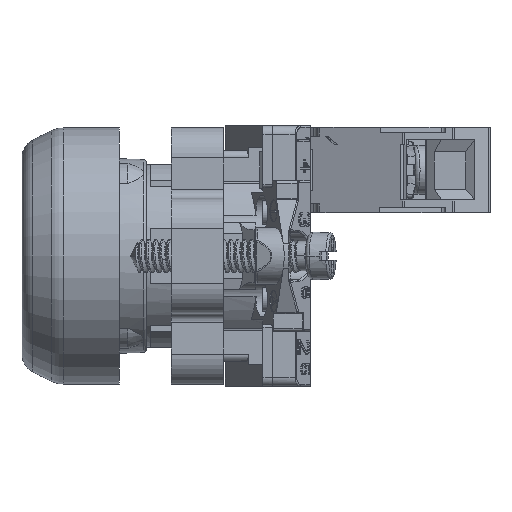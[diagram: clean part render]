
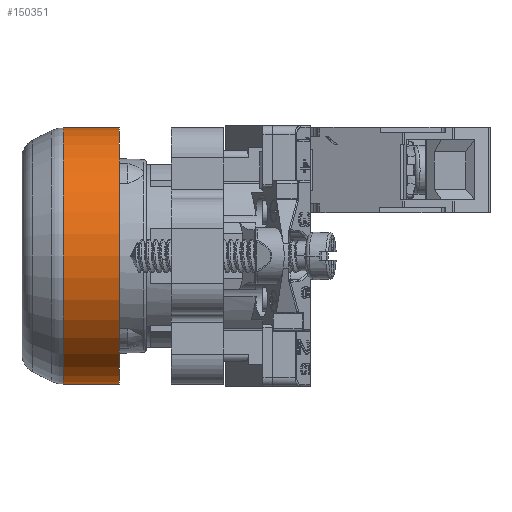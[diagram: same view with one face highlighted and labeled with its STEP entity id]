
A CAD part, left-side view. The second image highlights one B-rep face of the part: STEP entity #150351.
In plain terms, the highlighted cylindrical face has radius 14.75 mm (diameter 29.5 mm), a partial arc.
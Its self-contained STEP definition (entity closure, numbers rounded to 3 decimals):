
#137375=DIRECTION('',(0.,1.,0.));
#137376=VECTOR('',#137375,6.476);
#137377=CARTESIAN_POINT('',(14.75,17.6,0.));
#137378=LINE('',#137377,#137376);
#137384=DIRECTION('',(0.,1.,0.));
#137385=VECTOR('',#137384,6.476);
#137386=CARTESIAN_POINT('',(-14.75,17.6,0.));
#137387=LINE('',#137386,#137385);
#137446=CARTESIAN_POINT('',(0.,24.076,0.));
#137447=DIRECTION('',(0.,1.,0.));
#137448=DIRECTION('',(1.,0.,0.));
#137449=AXIS2_PLACEMENT_3D('',#137446,#137447,#137448);
#137451=CARTESIAN_POINT('',(0.,17.6,0.));
#137452=DIRECTION('',(0.,1.,0.));
#137453=DIRECTION('',(1.,0.,0.));
#137454=AXIS2_PLACEMENT_3D('',#137451,#137452,#137453);
#139840=CARTESIAN_POINT('',(14.75,17.6,0.));
#139841=CARTESIAN_POINT('',(-14.75,17.6,0.));
#139842=VERTEX_POINT('',#139840);
#139843=VERTEX_POINT('',#139841);
#139892=CARTESIAN_POINT('',(14.75,24.076,0.));
#139893=CARTESIAN_POINT('',(-14.75,24.076,0.));
#139894=VERTEX_POINT('',#139892);
#139895=VERTEX_POINT('',#139893);
#150340=CARTESIAN_POINT('',(0.,17.04,0.));
#150341=DIRECTION('',(0.,1.,0.));
#150342=DIRECTION('',(1.,0.,0.));
#150343=AXIS2_PLACEMENT_3D('',#150340,#150341,#150342);
#150344=CYLINDRICAL_SURFACE('',#150343,14.75);
#150345=ORIENTED_EDGE('',*,*,#150327,.T.);
#150346=ORIENTED_EDGE('',*,*,#150184,.F.);
#150347=ORIENTED_EDGE('',*,*,#150109,.F.);
#150348=ORIENTED_EDGE('',*,*,#150181,.T.);
#150349=EDGE_LOOP('',(#150345,#150346,#150347,#150348));
#150350=FACE_OUTER_BOUND('',#150349,.F.);
#137450=CIRCLE('',#137449,14.75);
#137455=CIRCLE('',#137454,14.75);
#150109=EDGE_CURVE('',#139842,#139843,#137455,.T.);
#150181=EDGE_CURVE('',#139842,#139894,#137378,.T.);
#150184=EDGE_CURVE('',#139843,#139895,#137387,.T.);
#150327=EDGE_CURVE('',#139894,#139895,#137450,.T.);
#150351=ADVANCED_FACE('',(#150350),#150344,.T.);
